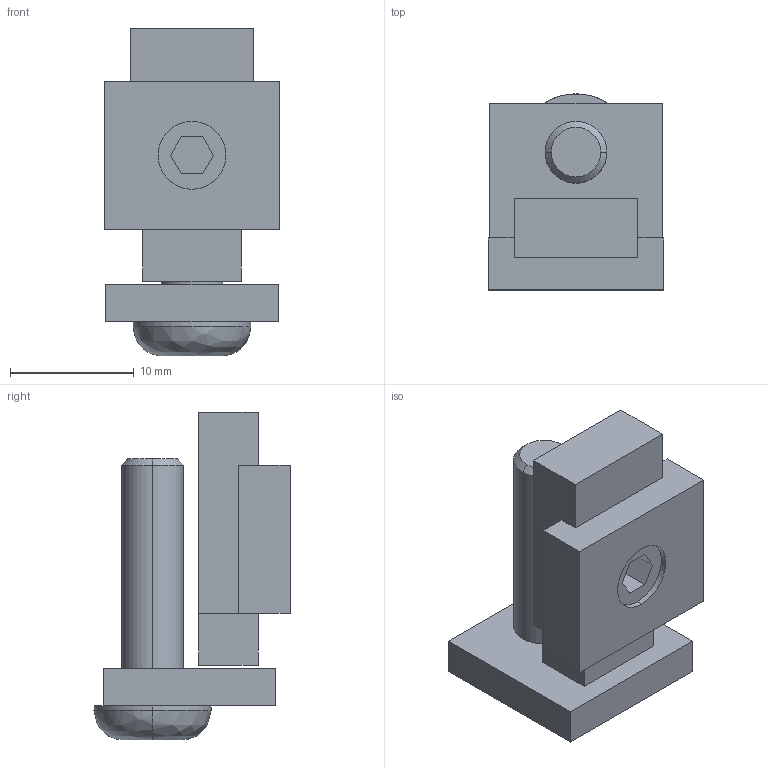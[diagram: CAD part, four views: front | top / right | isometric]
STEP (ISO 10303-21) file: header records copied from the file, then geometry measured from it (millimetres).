
FILE_DESCRIPTION (( 'STEP AP214' ), '1' );
FILE_NAME ('-71280551', '2019-02-04T10:14:36', ( '' ), ('JUGARD+KÜNSTNER GmbH'), 'SwSTEP 2.0', 'SolidWorks 2017', '' );
FILE_SCHEMA (( 'AUTOMOTIVE_DESIGN' ));
Length unit declared in the file: millimetre
Products named in the file (1): -71280551_CNAJF00
Bounding box: 14.2 x 15.9 x 26.55 mm (x, y, z)
Volume: 2506.9 mm3; surface area: 1863.8 mm2
Topology: 2 solids, 2 shells, 50 faces, 120 edges, 78 vertices
Faces by surface type: plane 40, cylinder 6, bspline 2, cone 2
Entity records: 1688 total; most frequent: CARTESIAN_POINT 309, ORIENTED_EDGE 240, DIRECTION 234, EDGE_CURVE 120, VECTOR 100, LINE 100, VERTEX_POINT 78, AXIS2_PLACEMENT_3D 67
